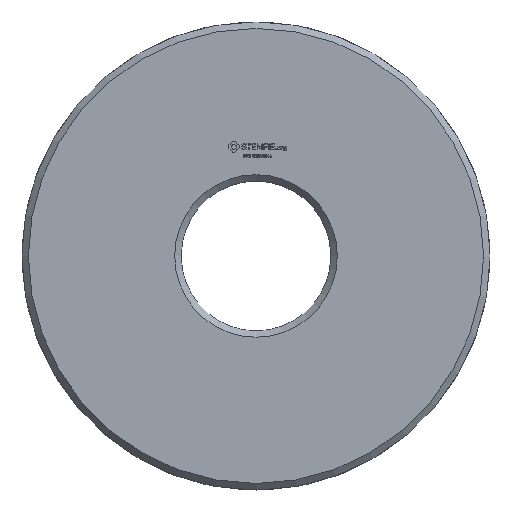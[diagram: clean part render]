
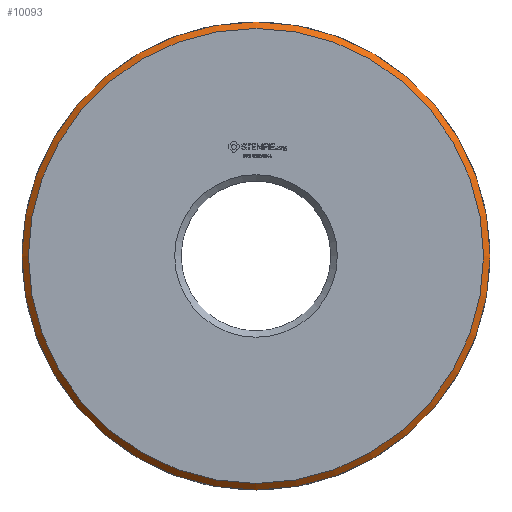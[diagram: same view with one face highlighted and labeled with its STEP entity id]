
A CAD part, top view. The second image highlights one B-rep face of the part: STEP entity #10093.
In plain terms, the highlighted conical face has half-angle 45 degrees and reference radius 10.938 mm.
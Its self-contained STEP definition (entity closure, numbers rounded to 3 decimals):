
#21 = EDGE_CURVE('',#22,#22,#24,.T.);
#22 = VERTEX_POINT('',#23);
#23 = CARTESIAN_POINT('',(10.638,0.,3.125));
#24 = SURFACE_CURVE('',#25,(#30,#42),.PCURVE_S1.);
#25 = CIRCLE('',#26,10.638);
#26 = AXIS2_PLACEMENT_3D('',#27,#28,#29);
#27 = CARTESIAN_POINT('',(0.,0.,3.125));
#28 = DIRECTION('',(0.,0.,-1.));
#29 = DIRECTION('',(1.,0.,0.));
#30 = PCURVE('',#31,#36);
#31 = PLANE('',#32);
#32 = AXIS2_PLACEMENT_3D('',#33,#34,#35);
#33 = CARTESIAN_POINT('',(0.,0.,3.125));
#34 = DIRECTION('',(0.,0.,-1.));
#35 = DIRECTION('',(1.,0.,0.));
#36 = DEFINITIONAL_REPRESENTATION('',(#37),#41);
#37 = CIRCLE('',#38,10.638);
#38 = AXIS2_PLACEMENT_2D('',#39,#40);
#39 = CARTESIAN_POINT('',(0.,0.));
#40 = DIRECTION('',(1.,0.));
#41 = ( GEOMETRIC_REPRESENTATION_CONTEXT(2) 
PARAMETRIC_REPRESENTATION_CONTEXT() REPRESENTATION_CONTEXT('2D SPACE',''
  ) );
#42 = PCURVE('',#43,#48);
#43 = CONICAL_SURFACE('',#44,10.938,0.785);
#44 = AXIS2_PLACEMENT_3D('',#45,#46,#47);
#45 = CARTESIAN_POINT('',(0.,0.,2.825));
#46 = DIRECTION('',(0.,0.,-1.));
#47 = DIRECTION('',(1.,0.,0.));
#48 = DEFINITIONAL_REPRESENTATION('',(#49),#53);
#49 = LINE('',#50,#51);
#50 = CARTESIAN_POINT('',(0.,-0.3));
#51 = VECTOR('',#52,1.);
#52 = DIRECTION('',(1.,-0.));
#53 = ( GEOMETRIC_REPRESENTATION_CONTEXT(2) 
PARAMETRIC_REPRESENTATION_CONTEXT() REPRESENTATION_CONTEXT('2D SPACE',''
  ) );
#10093 = ADVANCED_FACE('',(#10094),#43,.T.);
#10094 = FACE_BOUND('',#10095,.F.);
#10095 = EDGE_LOOP('',(#10096,#10125,#10146,#10147));
#10096 = ORIENTED_EDGE('',*,*,#10097,.T.);
#10097 = EDGE_CURVE('',#10098,#10098,#10100,.T.);
#10098 = VERTEX_POINT('',#10099);
#10099 = CARTESIAN_POINT('',(10.938,0.,2.825));
#10100 = SURFACE_CURVE('',#10101,(#10106,#10113),.PCURVE_S1.);
#10101 = CIRCLE('',#10102,10.938);
#10102 = AXIS2_PLACEMENT_3D('',#10103,#10104,#10105);
#10103 = CARTESIAN_POINT('',(0.,0.,2.825));
#10104 = DIRECTION('',(0.,0.,-1.));
#10105 = DIRECTION('',(1.,0.,0.));
#10106 = PCURVE('',#43,#10107);
#10107 = DEFINITIONAL_REPRESENTATION('',(#10108),#10112);
#10108 = LINE('',#10109,#10110);
#10109 = CARTESIAN_POINT('',(0.,-0.));
#10110 = VECTOR('',#10111,1.);
#10111 = DIRECTION('',(1.,-0.));
#10112 = ( GEOMETRIC_REPRESENTATION_CONTEXT(2) 
PARAMETRIC_REPRESENTATION_CONTEXT() REPRESENTATION_CONTEXT('2D SPACE',''
  ) );
#10113 = PCURVE('',#10114,#10119);
#10114 = CYLINDRICAL_SURFACE('',#10115,10.938);
#10115 = AXIS2_PLACEMENT_3D('',#10116,#10117,#10118);
#10116 = CARTESIAN_POINT('',(0.,0.,2.325));
#10117 = DIRECTION('',(0.,0.,1.));
#10118 = DIRECTION('',(1.,0.,0.));
#10119 = DEFINITIONAL_REPRESENTATION('',(#10120),#10124);
#10120 = LINE('',#10121,#10122);
#10121 = CARTESIAN_POINT('',(-0.,0.5));
#10122 = VECTOR('',#10123,1.);
#10123 = DIRECTION('',(-1.,0.));
#10124 = ( GEOMETRIC_REPRESENTATION_CONTEXT(2) 
PARAMETRIC_REPRESENTATION_CONTEXT() REPRESENTATION_CONTEXT('2D SPACE',''
  ) );
#10125 = ORIENTED_EDGE('',*,*,#10126,.T.);
#10126 = EDGE_CURVE('',#10098,#22,#10127,.T.);
#10127 = SEAM_CURVE('',#10128,(#10132,#10139),.PCURVE_S1.);
#10128 = LINE('',#10129,#10130);
#10129 = CARTESIAN_POINT('',(10.938,0.,2.825));
#10130 = VECTOR('',#10131,1.);
#10131 = DIRECTION('',(-0.707,0.,
    0.707));
#10132 = PCURVE('',#43,#10133);
#10133 = DEFINITIONAL_REPRESENTATION('',(#10134),#10138);
#10134 = LINE('',#10135,#10136);
#10135 = CARTESIAN_POINT('',(0.,-0.));
#10136 = VECTOR('',#10137,1.);
#10137 = DIRECTION('',(0.,-1.));
#10138 = ( GEOMETRIC_REPRESENTATION_CONTEXT(2) 
PARAMETRIC_REPRESENTATION_CONTEXT() REPRESENTATION_CONTEXT('2D SPACE',''
  ) );
#10139 = PCURVE('',#43,#10140);
#10140 = DEFINITIONAL_REPRESENTATION('',(#10141),#10145);
#10141 = LINE('',#10142,#10143);
#10142 = CARTESIAN_POINT('',(6.283,-0.));
#10143 = VECTOR('',#10144,1.);
#10144 = DIRECTION('',(0.,-1.));
#10145 = ( GEOMETRIC_REPRESENTATION_CONTEXT(2) 
PARAMETRIC_REPRESENTATION_CONTEXT() REPRESENTATION_CONTEXT('2D SPACE',''
  ) );
#10146 = ORIENTED_EDGE('',*,*,#21,.F.);
#10147 = ORIENTED_EDGE('',*,*,#10126,.F.);
